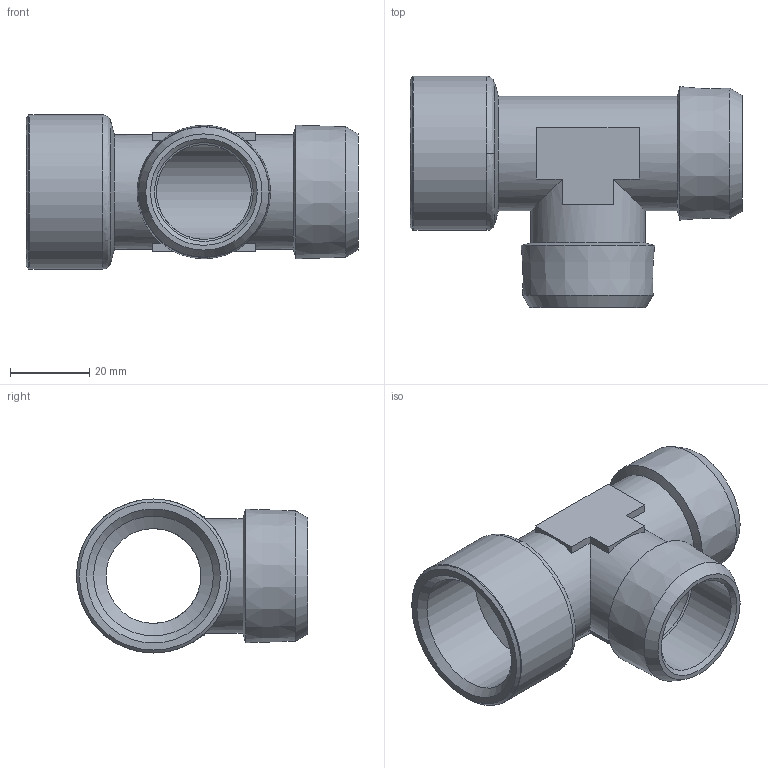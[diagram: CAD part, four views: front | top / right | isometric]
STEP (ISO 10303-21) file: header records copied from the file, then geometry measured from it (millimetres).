
FILE_DESCRIPTION (( 'STEP AP214' ), '1' );
FILE_NAME ('0403000010900A.STEP', '2013-09-02T15:24:41', ( 'ST01' ), ( '' ), 'SwSTEP 2.0', 'SolidWorks 2012', '' );
FILE_SCHEMA (( 'AUTOMOTIVE_DESIGN' ));
Length unit declared in the file: millimetre
Products named in the file (1): 0403000010900A
Bounding box: 84 x 58.5 x 39 mm (x, y, z)
Volume: 33829.1 mm3; surface area: 21095.8 mm2
Topology: 1 solids, 1 shells, 47 faces, 118 edges, 72 vertices
Faces by surface type: plane 21, cone 14, cylinder 8, bspline 4
Full cylindrical faces by diameter (mm): 24 x2, 25 x2, 29 x2, 30.291 x1, 39 x1
Entity records: 1282 total; most frequent: CARTESIAN_POINT 282, DIRECTION 202, ORIENTED_EDGE 172, EDGE_CURVE 86, AXIS2_PLACEMENT_3D 80, EDGE_LOOP 74, VERTEX_POINT 64, FACE_OUTER_BOUND 55
